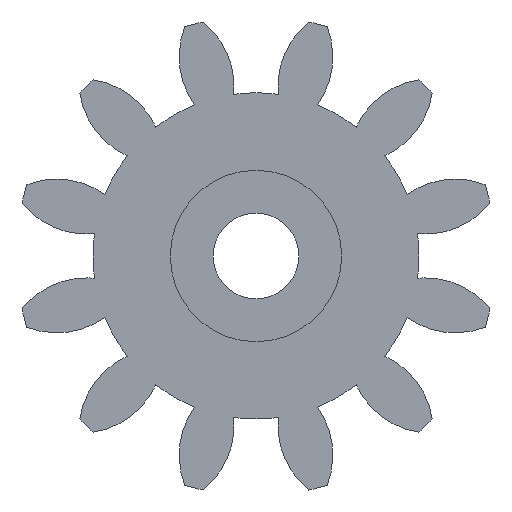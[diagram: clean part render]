
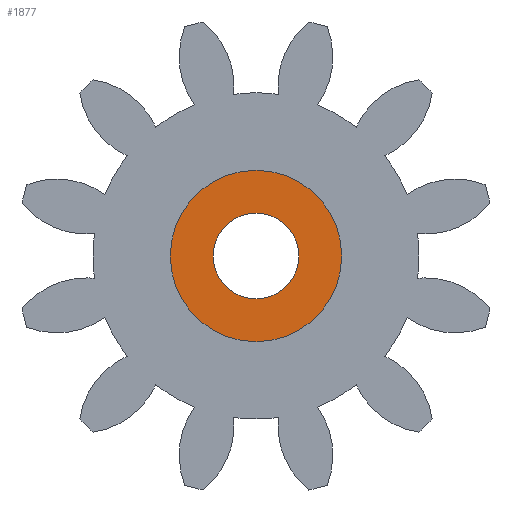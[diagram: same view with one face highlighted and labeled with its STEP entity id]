
A CAD part, left-side view. The second image highlights one B-rep face of the part: STEP entity #1877.
In plain terms, the highlighted planar face has unit normal (-1, 0, 0).
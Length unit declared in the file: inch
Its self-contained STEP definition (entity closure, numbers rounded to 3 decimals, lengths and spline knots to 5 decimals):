
#58 = DIRECTION ( 'NONE',  ( 0., 0., 1. ) ) ;
#84 = DIRECTION ( 'NONE',  ( -1., 0., 0. ) ) ;
#102 = DIRECTION ( 'NONE',  ( -1., 0., 0. ) ) ;
#123 = AXIS2_PLACEMENT_3D ( 'NONE', #202, #102, #58 ) ;
#202 = CARTESIAN_POINT ( 'NONE',  ( -1.80278, 0.26314, 0.75591 ) ) ;
#244 = DIRECTION ( 'NONE',  ( 0., 0., 1. ) ) ;
#372 = PLANE ( 'NONE',  #123 ) ;
#605 = ORIENTED_EDGE ( 'NONE', *, *, #1075, .T. ) ;
#796 = CIRCLE ( 'NONE', #1297, 0.125 ) ;
#850 = CIRCLE ( 'NONE', #1069, 0.0625 ) ;
#915 = ORIENTED_EDGE ( 'NONE', *, *, #2029, .T. ) ;
#952 = FACE_BOUND ( 'NONE', #1834, .T. ) ;
#953 = FACE_OUTER_BOUND ( 'NONE', #1168, .T. ) ;
#1069 = AXIS2_PLACEMENT_3D ( 'NONE', #1579, #1568, #1558 ) ;
#1075 = EDGE_CURVE ( 'NONE', #2008, #2051, #1782, .T. ) ;
#1150 = CARTESIAN_POINT ( 'NONE',  ( -1.80278, 0.26314, 0.88091 ) ) ;
#1168 = EDGE_LOOP ( 'NONE', ( #605, #915 ) ) ;
#1214 = AXIS2_PLACEMENT_3D ( 'NONE', #1346, #1394, #2163 ) ;
#1244 = CIRCLE ( 'NONE', #1214, 0.0625 ) ;
#1258 = ORIENTED_EDGE ( 'NONE', *, *, #1994, .F. ) ;
#1297 = AXIS2_PLACEMENT_3D ( 'NONE', #1332, #1328, #1323 ) ;
#1323 = DIRECTION ( 'NONE',  ( 0., 0., 1. ) ) ;
#1328 = DIRECTION ( 'NONE',  ( -1., 0., 0. ) ) ;
#1332 = CARTESIAN_POINT ( 'NONE',  ( -1.80278, 0.26314, 0.75591 ) ) ;
#1346 = CARTESIAN_POINT ( 'NONE',  ( -1.80278, 0.26314, 0.75591 ) ) ;
#1365 = AXIS2_PLACEMENT_3D ( 'NONE', #1536, #84, #244 ) ;
#1394 = DIRECTION ( 'NONE',  ( -1., 0., 0. ) ) ;
#1496 = CARTESIAN_POINT ( 'NONE',  ( -1.80278, 0.26314, 0.63091 ) ) ;
#1536 = CARTESIAN_POINT ( 'NONE',  ( -1.80278, 0.26314, 0.75591 ) ) ;
#1558 = DIRECTION ( 'NONE',  ( 0., 0., 1. ) ) ;
#1568 = DIRECTION ( 'NONE',  ( -1., 0., 0. ) ) ;
#1579 = CARTESIAN_POINT ( 'NONE',  ( -1.80278, 0.26314, 0.75591 ) ) ;
#1661 = VERTEX_POINT ( 'NONE', #1862 ) ;
#1665 = EDGE_CURVE ( 'NONE', #1936, #1661, #1244, .T. ) ;
#1710 = ORIENTED_EDGE ( 'NONE', *, *, #1665, .F. ) ;
#1782 = CIRCLE ( 'NONE', #1365, 0.125 ) ;
#1834 = EDGE_LOOP ( 'NONE', ( #1710, #1258 ) ) ;
#1862 = CARTESIAN_POINT ( 'NONE',  ( -1.80278, 0.26314, 0.69341 ) ) ;
#1877 = ADVANCED_FACE ( 'NONE', ( #953, #952 ), #372, .T. ) ;
#1936 = VERTEX_POINT ( 'NONE', #2024 ) ;
#1994 = EDGE_CURVE ( 'NONE', #1661, #1936, #850, .T. ) ;
#2008 = VERTEX_POINT ( 'NONE', #1496 ) ;
#2024 = CARTESIAN_POINT ( 'NONE',  ( -1.80278, 0.26314, 0.81841 ) ) ;
#2029 = EDGE_CURVE ( 'NONE', #2051, #2008, #796, .T. ) ;
#2051 = VERTEX_POINT ( 'NONE', #1150 ) ;
#2163 = DIRECTION ( 'NONE',  ( 0., 0., 1. ) ) ;
